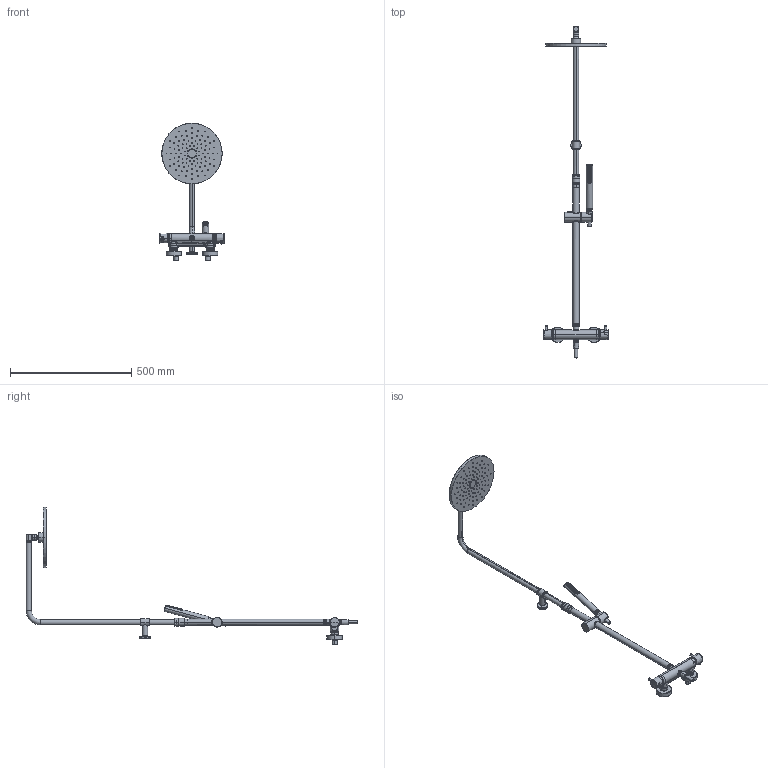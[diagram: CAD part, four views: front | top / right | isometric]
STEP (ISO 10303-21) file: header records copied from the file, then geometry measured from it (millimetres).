
FILE_DESCRIPTION(('CATIA V5 STEP Exchange','CAx-IF Rec.Pracs.--- Model Styling and Organization---1.5--- 2016-08-15','CAx-IF Rec.Pracs.---Supplemental Geometry---1.0---2011-11-01','CAx-IF Rec.Pracs.--- Composite Materials ---3.4---2017-06-13','CAx-IF Rec.Pracs.---Tessellated 3D Geometry---1.0---2015-12-17'),'2;1');
FILE_NAME('LNC8402D.stp','2023-01-31T14:39:59+00:00',('none'),('none'),'CATIA Version 5-6 Release 2020 SP2','CATIA V5 STEP AP242 v2','none');
FILE_SCHEMA(('AP242_MANAGED_MODEL_BASED_3D_ENGINEERING_MIM_LF {1 0 10303 442 1 1 4}'));
Products named in the file (8): Product1; LNC8402D_ASM_AllCATPart; E-PCM.78; E-PPU.05; E-PLE.01; E-PCM.80; 96662; P05.DO.22
Assembly tree (8 placements, depth 2):
  Product1
    LNC8402D_ASM_AllCATPart
    E-PCM.78
    E-PPU.05
    E-PLE.01  x2
    E-PCM.80
    96662
    P05.DO.22
Bounding box: 271 x 1370.3 x 568 mm (x, y, z)
Volume: 879431 mm3; surface area: 597303.8 mm2
Topology: 29 solids, 827 shells, 3017 faces, 9261 edges, 7374 vertices
Faces by surface type: cylinder 1295, plane 770, torus 352, bspline 284, cone 232, sphere 84
Entity records: 137065 total; most frequent: CARTESIAN_POINT 65209, ORIENTED_EDGE 14210, DIRECTION 9968, EDGE_CURVE 9180, VERTEX_POINT 7342, AXIS2_PLACEMENT_3D 5488, CIRCLE 3638, EDGE_LOOP 3464
